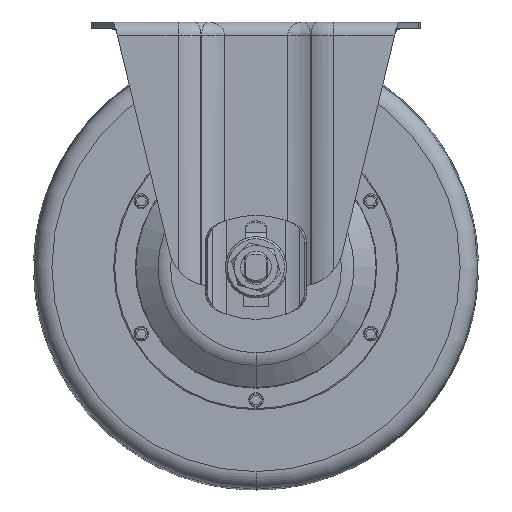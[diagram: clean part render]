
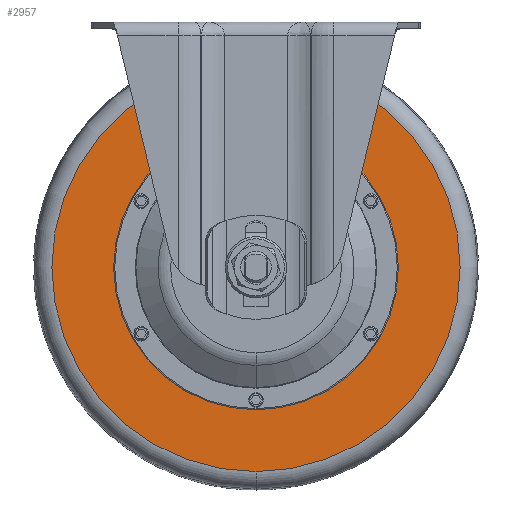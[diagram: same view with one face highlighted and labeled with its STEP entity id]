
A CAD part, top view. The second image highlights one B-rep face of the part: STEP entity #2957.
In plain terms, the highlighted planar face has unit normal (0, 0, 1).
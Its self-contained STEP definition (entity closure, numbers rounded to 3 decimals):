
#769 = DIRECTION ( 'NONE',  ( 0., -1., 0. ) ) ;
#995 = CARTESIAN_POINT ( 'NONE',  ( 0., -112.012, -27.5 ) ) ;
#2287 = ORIENTED_EDGE ( 'NONE', *, *, #22755, .T. ) ;
#2957 = ADVANCED_FACE ( 'NONE', ( #19558 ), #17548, .F. ) ;
#3265 = AXIS2_PLACEMENT_3D ( 'NONE', #995, #8777, #21884 ) ;
#3587 = VERTEX_POINT ( 'NONE', #10667 ) ;
#3601 = VERTEX_POINT ( 'NONE', #18482 ) ;
#4087 = DIRECTION ( 'NONE',  ( 0., 0., -1. ) ) ;
#5059 = CIRCLE ( 'NONE', #15099, 93.213 ) ;
#8059 = CIRCLE ( 'NONE', #3265, 93.213 ) ;
#8777 = DIRECTION ( 'NONE',  ( 0., 0., 1. ) ) ;
#10667 = CARTESIAN_POINT ( 'NONE',  ( 0., -205.226, -27.5 ) ) ;
#10807 = AXIS2_PLACEMENT_3D ( 'NONE', #16032, #4087, #23700 ) ;
#12218 = CARTESIAN_POINT ( 'NONE',  ( 0., -112.012, -27.5 ) ) ;
#14970 = EDGE_LOOP ( 'NONE', ( #18041, #2287 ) ) ;
#15099 = AXIS2_PLACEMENT_3D ( 'NONE', #12218, #17992, #769 ) ;
#16032 = CARTESIAN_POINT ( 'NONE',  ( 0., -18.799, -27.5 ) ) ;
#16935 = EDGE_CURVE ( 'NONE', #3587, #3601, #5059, .T. ) ;
#17548 = PLANE ( 'NONE',  #10807 ) ;
#17992 = DIRECTION ( 'NONE',  ( 0., 0., 1. ) ) ;
#18041 = ORIENTED_EDGE ( 'NONE', *, *, #16935, .T. ) ;
#18482 = CARTESIAN_POINT ( 'NONE',  ( 0., -18.799, -27.5 ) ) ;
#19558 = FACE_OUTER_BOUND ( 'NONE', #14970, .T. ) ;
#21884 = DIRECTION ( 'NONE',  ( 0., -1., 0. ) ) ;
#22755 = EDGE_CURVE ( 'NONE', #3601, #3587, #8059, .T. ) ;
#23700 = DIRECTION ( 'NONE',  ( 0., 1., 0. ) ) ;
